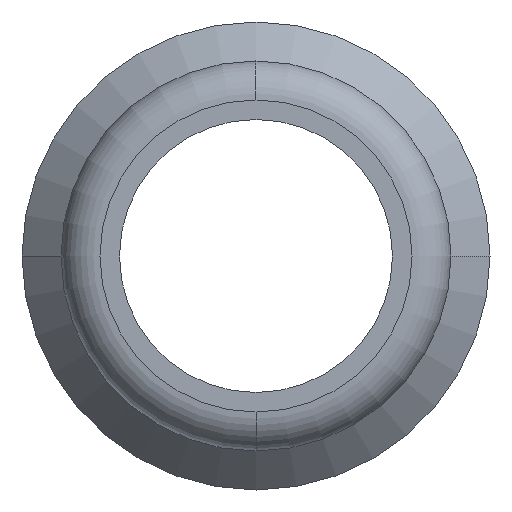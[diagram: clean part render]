
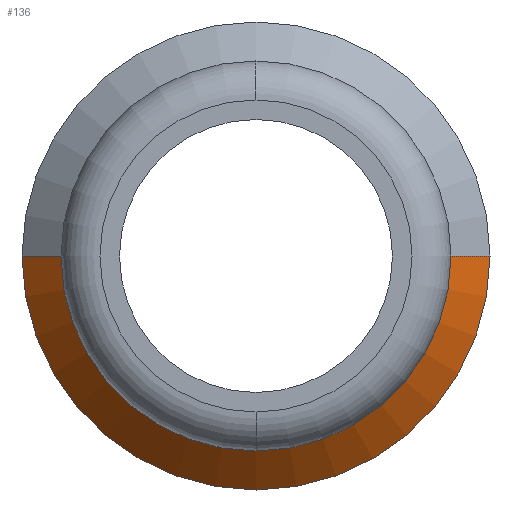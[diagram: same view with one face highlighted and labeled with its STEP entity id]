
A CAD part, front view. The second image highlights one B-rep face of the part: STEP entity #136.
In plain terms, the highlighted conical face has half-angle 45 degrees and reference radius 5.5 mm.
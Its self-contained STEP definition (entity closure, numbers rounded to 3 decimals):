
#136=ADVANCED_FACE('',(#293),#294,.T.);
#293=FACE_OUTER_BOUND('',#464,.T.);
#294=CONICAL_SURFACE('',#465,5.5,0.785);
#464=EDGE_LOOP('',(#776,#777,#778,#779));
#465=AXIS2_PLACEMENT_3D('',#780,#781,#782);
#776=ORIENTED_EDGE('',*,*,#1046,.F.);
#777=ORIENTED_EDGE('',*,*,#1081,.T.);
#778=ORIENTED_EDGE('',*,*,#1047,.F.);
#779=ORIENTED_EDGE('',*,*,#1034,.F.);
#780=CARTESIAN_POINT('',(0.0,5.5,0.0));
#781=DIRECTION('',(-0.0,1.0,-0.0));
#782=DIRECTION('',(1.0,0.0,0.0));
#1034=EDGE_CURVE('',#1171,#1176,#1237,.T.);
#1046=EDGE_CURVE('',#1253,#1171,#1254,.T.);
#1047=EDGE_CURVE('',#1176,#1255,#1256,.T.);
#1081=EDGE_CURVE('',#1253,#1255,#1303,.T.);
#1171=VERTEX_POINT('',#1411);
#1176=VERTEX_POINT('',#1417);
#1237=CIRCLE('',#1491,6.0);
#1253=VERTEX_POINT('',#1509);
#1254=LINE('',#1510,#1511);
#1255=VERTEX_POINT('',#1512);
#1256=LINE('',#1513,#1514);
#1303=CIRCLE('',#1567,5.0);
#1411=CARTESIAN_POINT('',(6.0,6.0,0.0));
#1417=CARTESIAN_POINT('',(-6.0,6.0,0.));
#1491=AXIS2_PLACEMENT_3D('',#1739,#1740,#1741);
#1509=CARTESIAN_POINT('',(5.0,5.0,0.0));
#1510=CARTESIAN_POINT('',(5.5,5.5,0.));
#1511=VECTOR('',#1762,1.0);
#1512=CARTESIAN_POINT('',(-5.0,5.0,0.));
#1513=CARTESIAN_POINT('',(-5.5,5.5,0.));
#1514=VECTOR('',#1763,1.0);
#1567=AXIS2_PLACEMENT_3D('',#1821,#1822,#1823);
#1739=CARTESIAN_POINT('',(0.0,6.0,0.0));
#1740=DIRECTION('',(-0.0,1.0,0.0));
#1741=DIRECTION('',(1.0,0.0,0.0));
#1762=DIRECTION('',(0.707,0.707,0.));
#1763=DIRECTION('',(0.707,-0.707,0.));
#1821=CARTESIAN_POINT('',(0.0,5.0,0.0));
#1822=DIRECTION('',(-0.0,1.0,0.0));
#1823=DIRECTION('',(1.0,0.0,0.0));
